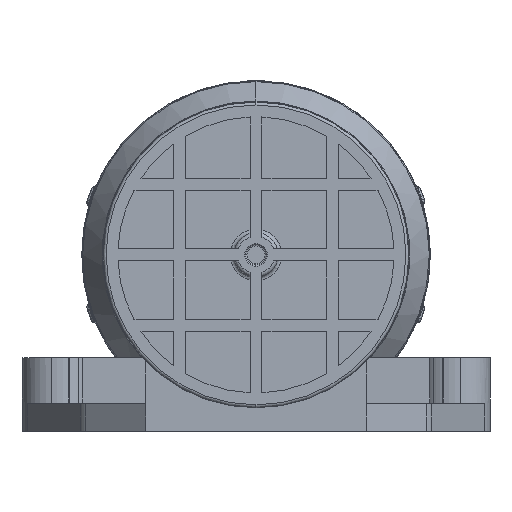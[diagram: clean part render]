
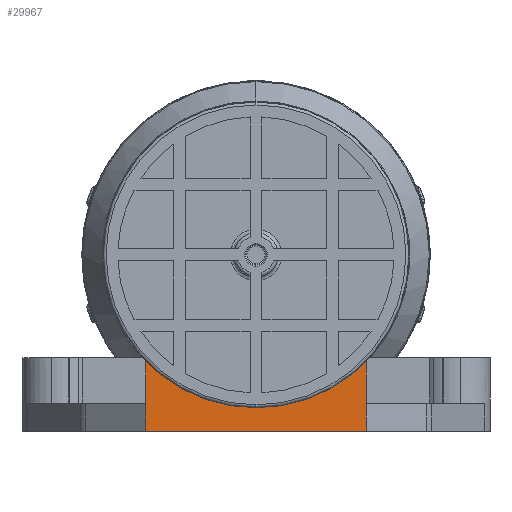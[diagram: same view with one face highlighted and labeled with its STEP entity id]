
A CAD part, front view. The second image highlights one B-rep face of the part: STEP entity #29967.
In plain terms, the highlighted planar face has unit normal (0, -1, 0).
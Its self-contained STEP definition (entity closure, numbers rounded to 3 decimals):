
#946 = AXIS2_PLACEMENT_3D ( 'NONE', #36400, #8419, #36267 ) ;
#1279 = VECTOR ( 'NONE', #19034, 1000. ) ;
#1966 = EDGE_CURVE ( 'NONE', #15913, #2292, #26045, .T. ) ;
#2292 = VERTEX_POINT ( 'NONE', #36220 ) ;
#2357 = LINE ( 'NONE', #5011, #1279 ) ;
#3200 = CARTESIAN_POINT ( 'NONE',  ( 18.972, 0.762, 25.59 ) ) ;
#4950 = ORIENTED_EDGE ( 'NONE', *, *, #36571, .T. ) ;
#5011 = CARTESIAN_POINT ( 'NONE',  ( 18.972, 0.762, 30.354 ) ) ;
#5331 = DIRECTION ( 'NONE',  ( 0., 0., -1. ) ) ;
#7123 = VECTOR ( 'NONE', #24781, 1000. ) ;
#7246 = DIRECTION ( 'NONE',  ( 0., 0., 1. ) ) ;
#8419 = DIRECTION ( 'NONE',  ( 0., -1., 0. ) ) ;
#8564 = CARTESIAN_POINT ( 'NONE',  ( -18.972, 0.762, 30.354 ) ) ;
#8838 = DIRECTION ( 'NONE',  ( 0., 0., -1. ) ) ;
#11071 = DIRECTION ( 'NONE',  ( 0., 0., 1. ) ) ;
#12010 = LINE ( 'NONE', #37904, #7123 ) ;
#12188 = CARTESIAN_POINT ( 'NONE',  ( 0., 0.762, 26.289 ) ) ;
#12979 = VERTEX_POINT ( 'NONE', #3200 ) ;
#13397 = VECTOR ( 'NONE', #8838, 1000. ) ;
#15684 = VERTEX_POINT ( 'NONE', #12188 ) ;
#15703 = ORIENTED_EDGE ( 'NONE', *, *, #38898, .F. ) ;
#15913 = VERTEX_POINT ( 'NONE', #41834 ) ;
#16692 = CARTESIAN_POINT ( 'NONE',  ( -18.972, 0.762, 18.198 ) ) ;
#17677 = EDGE_LOOP ( 'NONE', ( #25696, #4950, #30931, #38615, #15703, #24655, #21428 ) ) ;
#18234 = EDGE_CURVE ( 'NONE', #30114, #26585, #31918, .T. ) ;
#18752 = AXIS2_PLACEMENT_3D ( 'NONE', #20773, #31274, #7246 ) ;
#19034 = DIRECTION ( 'NONE',  ( 0., 0., -1. ) ) ;
#20773 = CARTESIAN_POINT ( 'NONE',  ( 0., 0.762, 0. ) ) ;
#20898 = CIRCLE ( 'NONE', #946, 26.289 ) ;
#21075 = PLANE ( 'NONE',  #18752 ) ;
#21428 = ORIENTED_EDGE ( 'NONE', *, *, #38916, .F. ) ;
#23403 = FACE_OUTER_BOUND ( 'NONE', #17677, .T. ) ;
#24655 = ORIENTED_EDGE ( 'NONE', *, *, #29459, .T. ) ;
#24781 = DIRECTION ( 'NONE',  ( 0., 0., 1. ) ) ;
#25583 = VERTEX_POINT ( 'NONE', #44797 ) ;
#25696 = ORIENTED_EDGE ( 'NONE', *, *, #1966, .F. ) ;
#26045 = LINE ( 'NONE', #41703, #32032 ) ;
#26585 = VERTEX_POINT ( 'NONE', #16692 ) ;
#28700 = VECTOR ( 'NONE', #5331, 1000. ) ;
#28822 = CARTESIAN_POINT ( 'NONE',  ( 0., 0.762, 0. ) ) ;
#29459 = EDGE_CURVE ( 'NONE', #25583, #12979, #12010, .T. ) ;
#29967 = ADVANCED_FACE ( 'NONE', ( #23403 ), #21075, .F. ) ;
#30114 = VERTEX_POINT ( 'NONE', #42106 ) ;
#30931 = ORIENTED_EDGE ( 'NONE', *, *, #18234, .T. ) ;
#31274 = DIRECTION ( 'NONE',  ( 0., 1., 0. ) ) ;
#31542 = AXIS2_PLACEMENT_3D ( 'NONE', #28822, #31738, #11071 ) ;
#31738 = DIRECTION ( 'NONE',  ( 0., -1., 0. ) ) ;
#31918 = LINE ( 'NONE', #39722, #13397 ) ;
#32032 = VECTOR ( 'NONE', #37893, 1000. ) ;
#32921 = CIRCLE ( 'NONE', #31542, 26.289 ) ;
#35827 = LINE ( 'NONE', #8564, #28700 ) ;
#36220 = CARTESIAN_POINT ( 'NONE',  ( 18.972, 0.762, 30.353 ) ) ;
#36267 = DIRECTION ( 'NONE',  ( 0., 0., 1. ) ) ;
#36400 = CARTESIAN_POINT ( 'NONE',  ( 0., 0.762, 0. ) ) ;
#36571 = EDGE_CURVE ( 'NONE', #15913, #30114, #35827, .T. ) ;
#37893 = DIRECTION ( 'NONE',  ( 1., 0., 0. ) ) ;
#37904 = CARTESIAN_POINT ( 'NONE',  ( 18.972, 0.762, 25.59 ) ) ;
#38445 = EDGE_CURVE ( 'NONE', #15684, #26585, #32921, .T. ) ;
#38615 = ORIENTED_EDGE ( 'NONE', *, *, #38445, .F. ) ;
#38898 = EDGE_CURVE ( 'NONE', #25583, #15684, #20898, .T. ) ;
#38916 = EDGE_CURVE ( 'NONE', #2292, #12979, #2357, .T. ) ;
#39722 = CARTESIAN_POINT ( 'NONE',  ( -18.972, 0.762, 25.59 ) ) ;
#41703 = CARTESIAN_POINT ( 'NONE',  ( -19.279, 0.762, 30.353 ) ) ;
#41834 = CARTESIAN_POINT ( 'NONE',  ( -18.972, 0.762, 30.353 ) ) ;
#42106 = CARTESIAN_POINT ( 'NONE',  ( -18.972, 0.762, 25.59 ) ) ;
#44797 = CARTESIAN_POINT ( 'NONE',  ( 18.972, 0.762, 18.198 ) ) ;
